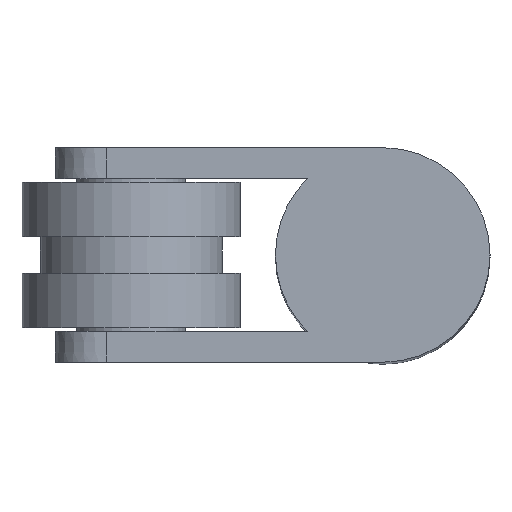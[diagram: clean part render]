
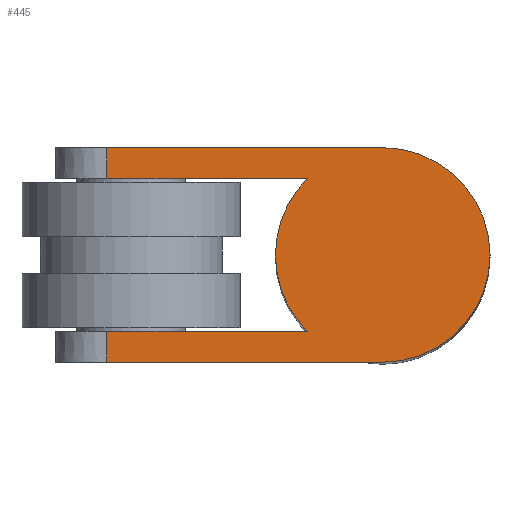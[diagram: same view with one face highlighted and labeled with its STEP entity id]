
A CAD part, top view. The second image highlights one B-rep face of the part: STEP entity #445.
In plain terms, the highlighted planar face has unit normal (0, 0, 1).
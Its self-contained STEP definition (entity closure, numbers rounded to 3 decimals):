
#27=B_SPLINE_CURVE_WITH_KNOTS('',3,(#1005,#1006,#1007,#1008),
 .UNSPECIFIED.,.F.,.F.,(4,4),(-0.085,0.),
 .UNSPECIFIED.);
#29=B_SPLINE_CURVE_WITH_KNOTS('',3,(#1020,#1021,#1022,#1023),
 .UNSPECIFIED.,.F.,.F.,(4,4),(-0.085,0.),
 .UNSPECIFIED.);
#52=LINE('',#783,#76);
#56=LINE('',#937,#80);
#58=LINE('',#1015,#82);
#59=LINE('',#1019,#83);
#76=VECTOR('',#575,10.);
#80=VECTOR('',#587,10.);
#82=VECTOR('',#593,10.);
#83=VECTOR('',#596,10.);
#125=FACE_OUTER_BOUND('',#159,.T.);
#159=EDGE_LOOP('',(#355,#356,#357,#358,#359,#360,#361,#362,#363));
#184=CIRCLE('',#500,2.95);
#185=CIRCLE('',#501,2.95);
#186=CIRCLE('',#502,2.95);
#208=VERTEX_POINT('',#780);
#209=VERTEX_POINT('',#782);
#218=VERTEX_POINT('',#913);
#219=VERTEX_POINT('',#936);
#222=VERTEX_POINT('',#982);
#223=VERTEX_POINT('',#1014);
#224=VERTEX_POINT('',#1016);
#225=VERTEX_POINT('',#1018);
#226=VERTEX_POINT('',#1024);
#255=EDGE_CURVE('',#209,#208,#52,.T.);
#267=EDGE_CURVE('',#219,#218,#56,.T.);
#271=EDGE_CURVE('',#222,#218,#27,.T.);
#273=EDGE_CURVE('',#222,#223,#58,.T.);
#274=EDGE_CURVE('',#223,#224,#184,.T.);
#275=EDGE_CURVE('',#224,#225,#59,.T.);
#276=EDGE_CURVE('',#209,#225,#29,.T.);
#277=EDGE_CURVE('',#208,#226,#185,.T.);
#278=EDGE_CURVE('',#226,#219,#186,.T.);
#355=ORIENTED_EDGE('',*,*,#271,.F.);
#356=ORIENTED_EDGE('',*,*,#273,.T.);
#357=ORIENTED_EDGE('',*,*,#274,.T.);
#358=ORIENTED_EDGE('',*,*,#275,.T.);
#359=ORIENTED_EDGE('',*,*,#276,.F.);
#360=ORIENTED_EDGE('',*,*,#255,.T.);
#361=ORIENTED_EDGE('',*,*,#277,.T.);
#362=ORIENTED_EDGE('',*,*,#278,.T.);
#363=ORIENTED_EDGE('',*,*,#267,.T.);
#421=PLANE('',#499);
#445=ADVANCED_FACE('',(#125),#421,.T.);
#499=AXIS2_PLACEMENT_3D('',#1013,#591,#592);
#500=AXIS2_PLACEMENT_3D('',#1017,#594,#595);
#501=AXIS2_PLACEMENT_3D('',#1025,#597,#598);
#502=AXIS2_PLACEMENT_3D('',#1026,#599,#600);
#575=DIRECTION('',(1.,0.,0.));
#587=DIRECTION('',(-1.,0.,0.));
#591=DIRECTION('center_axis',(0.,0.,1.));
#592=DIRECTION('ref_axis',(-1.,0.,0.));
#593=DIRECTION('',(1.,0.,0.));
#594=DIRECTION('center_axis',(0.,0.,1.));
#595=DIRECTION('ref_axis',(-1.,0.,0.));
#596=DIRECTION('',(-1.,0.,0.));
#597=DIRECTION('center_axis',(0.,0.,1.));
#598=DIRECTION('ref_axis',(-1.,0.,0.));
#599=DIRECTION('center_axis',(0.,0.,1.));
#600=DIRECTION('ref_axis',(-1.,0.,0.));
#780=CARTESIAN_POINT('',(-2.072,2.1,33.5));
#782=CARTESIAN_POINT('',(-7.586,2.1,33.5));
#783=CARTESIAN_POINT('',(-9.,2.1,33.5));
#913=CARTESIAN_POINT('',(-7.586,-2.1,33.5));
#936=CARTESIAN_POINT('',(-2.072,-2.1,33.5));
#937=CARTESIAN_POINT('',(-9.,-2.1,33.5));
#982=CARTESIAN_POINT('',(-7.586,-2.95,33.5));
#1005=CARTESIAN_POINT('Ctrl Pts',(-7.586,-2.95,33.5));
#1006=CARTESIAN_POINT('Ctrl Pts',(-7.586,-2.667,33.5));
#1007=CARTESIAN_POINT('Ctrl Pts',(-7.586,-2.383,33.5));
#1008=CARTESIAN_POINT('Ctrl Pts',(-7.586,-2.1,33.5));
#1013=CARTESIAN_POINT('Origin',(0.,0.,33.5));
#1014=CARTESIAN_POINT('',(0.,-2.95,33.5));
#1015=CARTESIAN_POINT('',(-9.,-2.95,33.5));
#1016=CARTESIAN_POINT('',(0.,2.95,33.5));
#1017=CARTESIAN_POINT('Origin',(0.,0.,33.5));
#1018=CARTESIAN_POINT('',(-7.586,2.95,33.5));
#1019=CARTESIAN_POINT('',(0.,2.95,33.5));
#1020=CARTESIAN_POINT('Ctrl Pts',(-7.586,2.1,33.5));
#1021=CARTESIAN_POINT('Ctrl Pts',(-7.586,2.383,33.5));
#1022=CARTESIAN_POINT('Ctrl Pts',(-7.586,2.667,33.5));
#1023=CARTESIAN_POINT('Ctrl Pts',(-7.586,2.95,33.5));
#1024=CARTESIAN_POINT('',(-2.95,0.,33.5));
#1025=CARTESIAN_POINT('Origin',(0.,0.,33.5));
#1026=CARTESIAN_POINT('Origin',(0.,0.,33.5));
